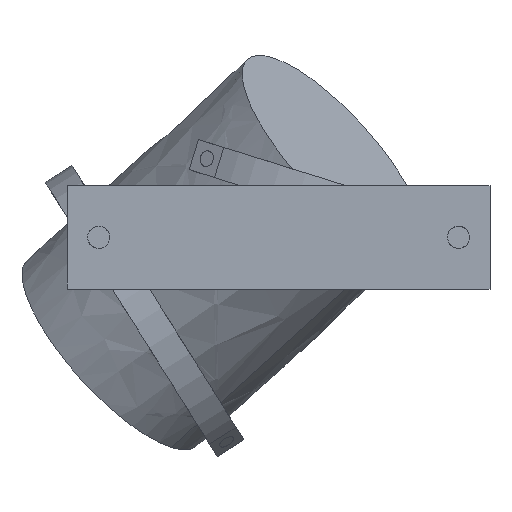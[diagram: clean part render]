
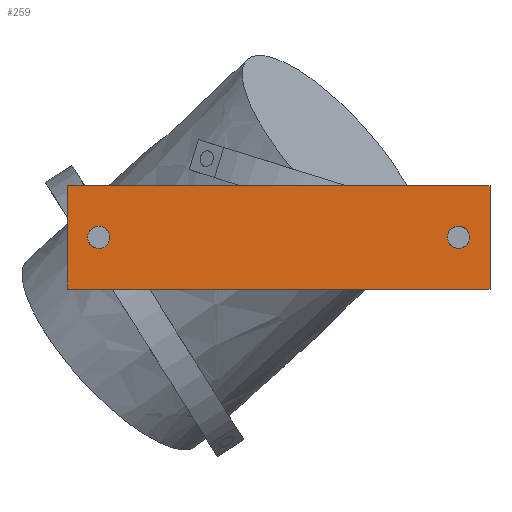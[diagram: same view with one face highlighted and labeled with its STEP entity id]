
A CAD part, top view. The second image highlights one B-rep face of the part: STEP entity #259.
In plain terms, the highlighted free-form (B-spline) face has degree [1, 1] with [2, 2] control points.
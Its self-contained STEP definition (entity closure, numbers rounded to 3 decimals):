
#24 = VERTEX_POINT('',#25);
#25 = CARTESIAN_POINT('',(275.164,-75.004,
    37.661));
#30 = EDGE_CURVE('',#31,#24,#33,.T.);
#31 = VERTEX_POINT('',#32);
#32 = CARTESIAN_POINT('',(235.092,-75.004,
    37.661));
#33 = ( BOUNDED_CURVE() B_SPLINE_CURVE(2,(#34,#35,#36,#37,#38),
.UNSPECIFIED.,.F.,.F.) B_SPLINE_CURVE_WITH_KNOTS((3,2,3),(3.142,
4.712,6.283),.PIECEWISE_BEZIER_KNOTS.) CURVE() 
GEOMETRIC_REPRESENTATION_ITEM() RATIONAL_B_SPLINE_CURVE((1.,
0.707,1.,0.707,1.)) REPRESENTATION_ITEM('') );
#34 = CARTESIAN_POINT('',(235.092,-75.004,
    37.661));
#35 = CARTESIAN_POINT('',(235.092,-95.039,
    37.661));
#36 = CARTESIAN_POINT('',(255.128,-95.039,
    37.661));
#37 = CARTESIAN_POINT('',(275.164,-95.039,
    37.661));
#38 = CARTESIAN_POINT('',(275.164,-75.004,
    37.661));
#72 = VERTEX_POINT('',#73);
#73 = CARTESIAN_POINT('',(-379.239,-75.004,
    37.661));
#78 = EDGE_CURVE('',#79,#72,#81,.T.);
#79 = VERTEX_POINT('',#80);
#80 = CARTESIAN_POINT('',(-419.311,-75.004,
    37.661));
#81 = ( BOUNDED_CURVE() B_SPLINE_CURVE(2,(#82,#83,#84,#85,#86),
.UNSPECIFIED.,.F.,.F.) B_SPLINE_CURVE_WITH_KNOTS((3,2,3),(3.142,
4.712,6.283),.PIECEWISE_BEZIER_KNOTS.) CURVE() 
GEOMETRIC_REPRESENTATION_ITEM() RATIONAL_B_SPLINE_CURVE((1.,
0.707,1.,0.707,1.)) REPRESENTATION_ITEM('') );
#82 = CARTESIAN_POINT('',(-419.311,-75.004,
    37.661));
#83 = CARTESIAN_POINT('',(-419.311,-95.039,
    37.661));
#84 = CARTESIAN_POINT('',(-399.275,-95.039,
    37.661));
#85 = CARTESIAN_POINT('',(-379.239,-95.039,
    37.661));
#86 = CARTESIAN_POINT('',(-379.239,-75.004,
    37.661));
#117 = EDGE_CURVE('',#118,#120,#122,.T.);
#118 = VERTEX_POINT('',#119);
#119 = CARTESIAN_POINT('',(-456.52,18.993,
    37.661));
#120 = VERTEX_POINT('',#121);
#121 = CARTESIAN_POINT('',(-456.52,-169.,
    37.661));
#122 = B_SPLINE_CURVE_WITH_KNOTS('',1,(#123,#124),.UNSPECIFIED.,.F.,.F.,
  (2,2),(-164.199,-0.),.PIECEWISE_BEZIER_KNOTS.);
#123 = CARTESIAN_POINT('',(-456.52,18.993,
    37.661));
#124 = CARTESIAN_POINT('',(-456.52,-169.,
    37.661));
#153 = EDGE_CURVE('',#154,#118,#156,.T.);
#154 = VERTEX_POINT('',#155);
#155 = CARTESIAN_POINT('',(312.374,18.993,
    37.661));
#156 = B_SPLINE_CURVE_WITH_KNOTS('',1,(#157,#158),.UNSPECIFIED.,.F.,.F.,
  (2,2),(0.,671.577),.PIECEWISE_BEZIER_KNOTS.);
#157 = CARTESIAN_POINT('',(312.374,18.993,
    37.661));
#158 = CARTESIAN_POINT('',(-456.52,18.993,
    37.661));
#181 = EDGE_CURVE('',#182,#154,#184,.T.);
#182 = VERTEX_POINT('',#183);
#183 = CARTESIAN_POINT('',(312.374,-169.,
    37.661));
#184 = B_SPLINE_CURVE_WITH_KNOTS('',1,(#185,#186),.UNSPECIFIED.,.F.,.F.,
  (2,2),(0.,164.199),.PIECEWISE_BEZIER_KNOTS.);
#185 = CARTESIAN_POINT('',(312.374,-169.,
    37.661));
#186 = CARTESIAN_POINT('',(312.374,18.993,
    37.661));
#209 = EDGE_CURVE('',#120,#182,#210,.T.);
#210 = B_SPLINE_CURVE_WITH_KNOTS('',1,(#211,#212),.UNSPECIFIED.,.F.,.F.,
  (2,2),(-671.577,0.),.PIECEWISE_BEZIER_KNOTS.);
#211 = CARTESIAN_POINT('',(-456.52,-169.,
    37.661));
#212 = CARTESIAN_POINT('',(312.374,-169.,
    37.661));
#259 = ADVANCED_FACE('',(#260,#271,#282),#288,.T.);
#260 = FACE_BOUND('',#261,.T.);
#261 = EDGE_LOOP('',(#262,#270));
#262 = ORIENTED_EDGE('',*,*,#263,.F.);
#263 = EDGE_CURVE('',#24,#31,#264,.T.);
#264 = ( BOUNDED_CURVE() B_SPLINE_CURVE(2,(#265,#266,#267,#268,#269),
.UNSPECIFIED.,.F.,.F.) B_SPLINE_CURVE_WITH_KNOTS((3,2,3),(0.,
1.571,3.142),.PIECEWISE_BEZIER_KNOTS.) CURVE() 
GEOMETRIC_REPRESENTATION_ITEM() RATIONAL_B_SPLINE_CURVE((1.,
0.707,1.,0.707,1.)) REPRESENTATION_ITEM('') );
#265 = CARTESIAN_POINT('',(275.164,-75.004,
    37.661));
#266 = CARTESIAN_POINT('',(275.164,-54.968,
    37.661));
#267 = CARTESIAN_POINT('',(255.128,-54.968,
    37.661));
#268 = CARTESIAN_POINT('',(235.092,-54.968,
    37.661));
#269 = CARTESIAN_POINT('',(235.092,-75.004,
    37.661));
#270 = ORIENTED_EDGE('',*,*,#30,.F.);
#271 = FACE_BOUND('',#272,.T.);
#272 = EDGE_LOOP('',(#273,#281));
#273 = ORIENTED_EDGE('',*,*,#274,.F.);
#274 = EDGE_CURVE('',#72,#79,#275,.T.);
#275 = ( BOUNDED_CURVE() B_SPLINE_CURVE(2,(#276,#277,#278,#279,#280),
.UNSPECIFIED.,.F.,.F.) B_SPLINE_CURVE_WITH_KNOTS((3,2,3),(0.,
1.571,3.142),.PIECEWISE_BEZIER_KNOTS.) CURVE() 
GEOMETRIC_REPRESENTATION_ITEM() RATIONAL_B_SPLINE_CURVE((1.,
0.707,1.,0.707,1.)) REPRESENTATION_ITEM('') );
#276 = CARTESIAN_POINT('',(-379.239,-75.004,
    37.661));
#277 = CARTESIAN_POINT('',(-379.239,-54.968,
    37.661));
#278 = CARTESIAN_POINT('',(-399.275,-54.968,
    37.661));
#279 = CARTESIAN_POINT('',(-419.311,-54.968,
    37.661));
#280 = CARTESIAN_POINT('',(-419.311,-75.004,
    37.661));
#281 = ORIENTED_EDGE('',*,*,#78,.F.);
#282 = FACE_BOUND('',#283,.T.);
#283 = EDGE_LOOP('',(#284,#285,#286,#287));
#284 = ORIENTED_EDGE('',*,*,#117,.T.);
#285 = ORIENTED_EDGE('',*,*,#209,.T.);
#286 = ORIENTED_EDGE('',*,*,#181,.T.);
#287 = ORIENTED_EDGE('',*,*,#153,.T.);
#288 = B_SPLINE_SURFACE_WITH_KNOTS('',1,1,(
    (#289,#290)
    ,(#291,#292
    )),.UNSPECIFIED.,.F.,.F.,.F.,(2,2),(2,2),(-50.,621.577),(
    -82.099,82.099),.PIECEWISE_BEZIER_KNOTS.);
#289 = CARTESIAN_POINT('',(-456.52,-169.,
    37.661));
#290 = CARTESIAN_POINT('',(-456.52,18.993,
    37.661));
#291 = CARTESIAN_POINT('',(312.374,-169.,
    37.661));
#292 = CARTESIAN_POINT('',(312.374,18.993,
    37.661));
